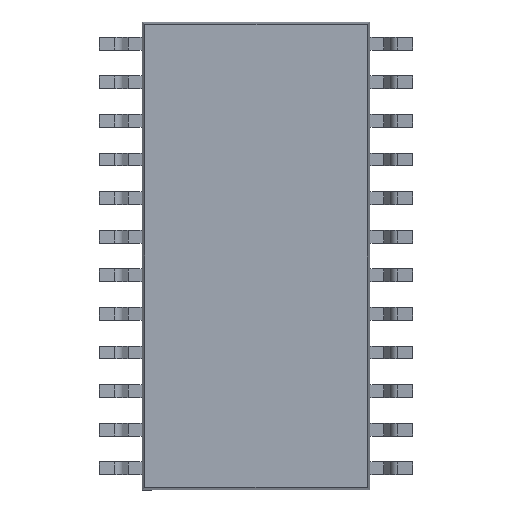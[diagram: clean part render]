
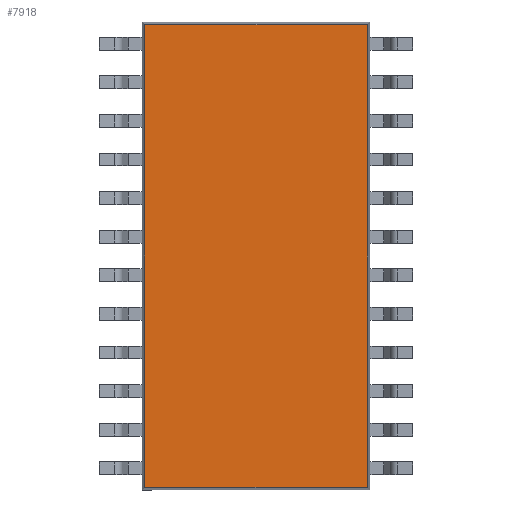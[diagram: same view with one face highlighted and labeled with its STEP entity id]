
A CAD part, front view. The second image highlights one B-rep face of the part: STEP entity #7918.
In plain terms, the highlighted planar face has unit normal (0, -1, 0).
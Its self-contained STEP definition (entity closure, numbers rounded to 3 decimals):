
#176 = CARTESIAN_POINT ( 'NONE',  ( 3.75, 0.3, 7.607 ) ) ;
#706 = VECTOR ( 'NONE', #2405, 1000. ) ;
#982 = DIRECTION ( 'NONE',  ( 0., 0., 1. ) ) ;
#1421 = AXIS2_PLACEMENT_3D ( 'NONE', #2477, #1577, #5792 ) ;
#1450 = CARTESIAN_POINT ( 'NONE',  ( -3.657, 0.3, -7.607 ) ) ;
#1577 = DIRECTION ( 'NONE',  ( 0., -1., 0. ) ) ;
#1927 = LINE ( 'NONE', #176, #4049 ) ;
#2198 = VERTEX_POINT ( 'NONE', #1450 ) ;
#2273 = VERTEX_POINT ( 'NONE', #9420 ) ;
#2405 = DIRECTION ( 'NONE',  ( 1., 0., 0. ) ) ;
#2477 = CARTESIAN_POINT ( 'NONE',  ( 0., 0.3, 0. ) ) ;
#2638 = CARTESIAN_POINT ( 'NONE',  ( 3.657, 0.3, -7.7 ) ) ;
#3795 = EDGE_CURVE ( 'NONE', #2273, #2198, #7517, .T. ) ;
#3849 = CARTESIAN_POINT ( 'NONE',  ( 3.657, 0.3, 7.607 ) ) ;
#4049 = VECTOR ( 'NONE', #10933, 1000. ) ;
#4140 = LINE ( 'NONE', #7472, #706 ) ;
#4752 = VECTOR ( 'NONE', #8108, 1000. ) ;
#4993 = PLANE ( 'NONE',  #1421 ) ;
#5554 = FACE_OUTER_BOUND ( 'NONE', #10819, .T. ) ;
#5792 = DIRECTION ( 'NONE',  ( 1., 0., 0. ) ) ;
#5967 = LINE ( 'NONE', #2638, #8522 ) ;
#6027 = VERTEX_POINT ( 'NONE', #3849 ) ;
#6465 = EDGE_CURVE ( 'NONE', #8358, #6027, #5967, .T. ) ;
#6911 = EDGE_CURVE ( 'NONE', #2198, #8358, #4140, .T. ) ;
#7472 = CARTESIAN_POINT ( 'NONE',  ( -3.75, 0.3, -7.607 ) ) ;
#7517 = LINE ( 'NONE', #9757, #4752 ) ;
#7630 = ORIENTED_EDGE ( 'NONE', *, *, #6911, .T. ) ;
#7687 = ORIENTED_EDGE ( 'NONE', *, *, #10341, .T. ) ;
#7918 = ADVANCED_FACE ( 'NONE', ( #5554 ), #4993, .T. ) ;
#8108 = DIRECTION ( 'NONE',  ( 0., 0., -1. ) ) ;
#8358 = VERTEX_POINT ( 'NONE', #9843 ) ;
#8522 = VECTOR ( 'NONE', #982, 1000. ) ;
#9420 = CARTESIAN_POINT ( 'NONE',  ( -3.657, 0.3, 7.607 ) ) ;
#9515 = ORIENTED_EDGE ( 'NONE', *, *, #6465, .T. ) ;
#9737 = ORIENTED_EDGE ( 'NONE', *, *, #3795, .T. ) ;
#9757 = CARTESIAN_POINT ( 'NONE',  ( -3.657, 0.3, 7.7 ) ) ;
#9843 = CARTESIAN_POINT ( 'NONE',  ( 3.657, 0.3, -7.607 ) ) ;
#10341 = EDGE_CURVE ( 'NONE', #6027, #2273, #1927, .T. ) ;
#10819 = EDGE_LOOP ( 'NONE', ( #9515, #7687, #9737, #7630 ) ) ;
#10933 = DIRECTION ( 'NONE',  ( -1., 0., 0. ) ) ;
